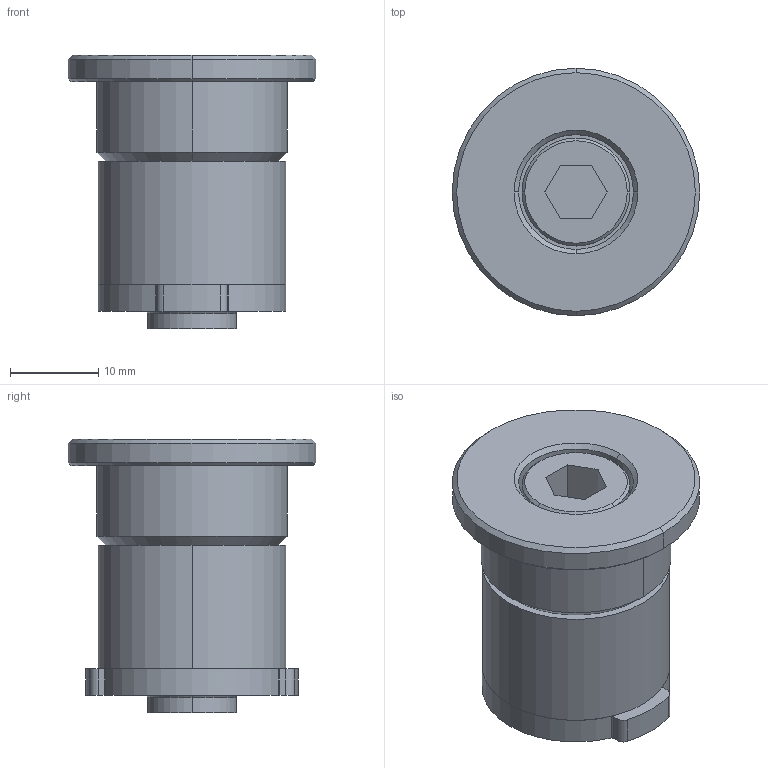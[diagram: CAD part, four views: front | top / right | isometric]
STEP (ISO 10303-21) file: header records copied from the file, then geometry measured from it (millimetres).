
FILE_DESCRIPTION (( 'STEP AP214' ), '1' );
FILE_NAME ('Ñáîðêà1.STEP', '2024-11-26T09:26:34', ( '' ), ( '' ), 'SwSTEP 2.0', 'SolidWorks 2024', '' );
FILE_SCHEMA (( 'AUTOMOTIVE_DESIGN' ));
Length unit declared in the file: millimetre
Products named in the file (2): Сборка1; B373 Торцевая вставка резьбовая для трубного профиля Ф28_00
Assembly tree (1 placements, depth 2):
  Сборка1
    B373 Торцевая вставка резьбовая для трубного профиля Ф28_00
Bounding box: 28 x 28 x 31 mm (x, y, z)
Volume: 10649.8 mm3; surface area: 6560.5 mm2
Topology: 4 solids, 4 shells, 131 faces, 319 edges, 201 vertices
Faces by surface type: cylinder 65, cone 27, plane 23, bspline 14, torus 2
Entity records: 7711 total; most frequent: CARTESIAN_POINT 4707, ORIENTED_EDGE 638, DIRECTION 557, EDGE_CURVE 319, AXIS2_PLACEMENT_3D 219, VERTEX_POINT 201, EDGE_LOOP 142, FACE_OUTER_BOUND 131
